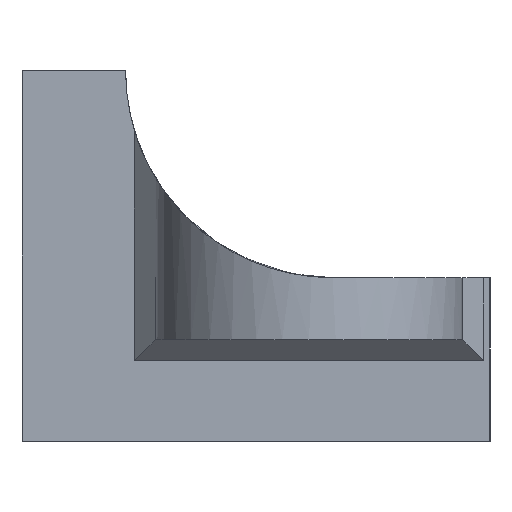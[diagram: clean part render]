
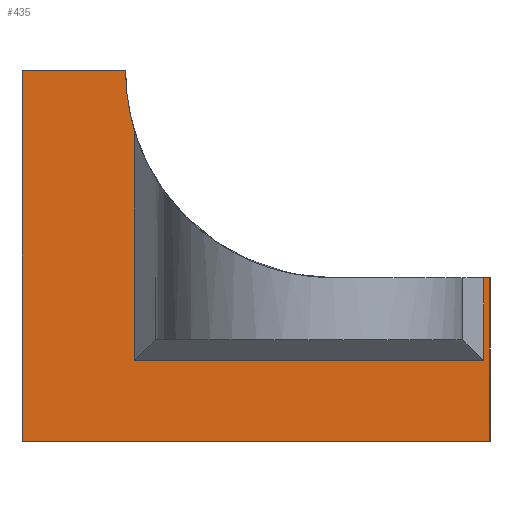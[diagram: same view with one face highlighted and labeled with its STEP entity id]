
A CAD part, left-side view. The second image highlights one B-rep face of the part: STEP entity #435.
In plain terms, the highlighted planar face has unit normal (-1, 0, 0).
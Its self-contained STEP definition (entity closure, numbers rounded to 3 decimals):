
#10 = CARTESIAN_POINT ( 'NONE',  ( -25.3, -1.15, 15. ) ) ;
#37 = CARTESIAN_POINT ( 'NONE',  ( -25.3, -8.44, 1. ) ) ;
#100 = DIRECTION ( 'NONE',  ( 0., 0., 1. ) ) ;
#123 = CARTESIAN_POINT ( 'NONE',  ( -25.3, 8.42, 5. ) ) ;
#127 = CARTESIAN_POINT ( 'NONE',  ( -25.3, -8.44, 5. ) ) ;
#135 = DIRECTION ( 'NONE',  ( 0., 1., 0. ) ) ;
#149 = LINE ( 'NONE', #475, #1306 ) ;
#205 = CARTESIAN_POINT ( 'NONE',  ( -25.3, 8.42, 12.101 ) ) ;
#207 = EDGE_CURVE ( 'NONE', #706, #1872, #211, .T. ) ;
#211 = LINE ( 'NONE', #1221, #549 ) ;
#350 = EDGE_LOOP ( 'NONE', ( #1850, #965, #635, #1613, #1779, #1043, #615, #1770, #1315 ) ) ;
#354 = DIRECTION ( 'NONE',  ( 0., 0., 1. ) ) ;
#368 = VERTEX_POINT ( 'NONE', #702 ) ;
#435 = ADVANCED_FACE ( 'NONE', ( #1805 ), #1033, .T. ) ;
#456 = VECTOR ( 'NONE', #1049, 1000. ) ;
#474 = VECTOR ( 'NONE', #959, 1000. ) ;
#475 = CARTESIAN_POINT ( 'NONE',  ( -25.3, -8.75, -58.418 ) ) ;
#500 = LINE ( 'NONE', #1249, #1487 ) ;
#523 = VERTEX_POINT ( 'NONE', #1570 ) ;
#549 = VECTOR ( 'NONE', #1363, 1000. ) ;
#570 = CARTESIAN_POINT ( 'NONE',  ( -25.3, 13.85, -58.418 ) ) ;
#575 = VECTOR ( 'NONE', #100, 1000. ) ;
#579 = EDGE_CURVE ( 'NONE', #706, #523, #149, .T. ) ;
#615 = ORIENTED_EDGE ( 'NONE', *, *, #579, .T. ) ;
#635 = ORIENTED_EDGE ( 'NONE', *, *, #1029, .T. ) ;
#643 = DIRECTION ( 'NONE',  ( 0., 0., -1. ) ) ;
#650 = DIRECTION ( 'NONE',  ( 1., 0., 0. ) ) ;
#702 = CARTESIAN_POINT ( 'NONE',  ( -25.3, 8.42, 1. ) ) ;
#706 = VERTEX_POINT ( 'NONE', #1772 ) ;
#892 = VERTEX_POINT ( 'NONE', #1550 ) ;
#901 = LINE ( 'NONE', #123, #456 ) ;
#912 = AXIS2_PLACEMENT_3D ( 'NONE', #10, #650, #354 ) ;
#955 = VERTEX_POINT ( 'NONE', #37 ) ;
#959 = DIRECTION ( 'NONE',  ( 0., -1., 0. ) ) ;
#965 = ORIENTED_EDGE ( 'NONE', *, *, #1313, .T. ) ;
#1029 = EDGE_CURVE ( 'NONE', #1056, #892, #1402, .T. ) ;
#1033 = PLANE ( 'NONE',  #1176 ) ;
#1034 = VECTOR ( 'NONE', #135, 1000. ) ;
#1043 = ORIENTED_EDGE ( 'NONE', *, *, #207, .F. ) ;
#1049 = DIRECTION ( 'NONE',  ( 0., 0., 1. ) ) ;
#1054 = CARTESIAN_POINT ( 'NONE',  ( -25.3, 13.85, -58.418 ) ) ;
#1056 = VERTEX_POINT ( 'NONE', #205 ) ;
#1072 = CARTESIAN_POINT ( 'NONE',  ( -25.3, 7.42, 1. ) ) ;
#1103 = DIRECTION ( 'NONE',  ( 0., 0., 1. ) ) ;
#1108 = VERTEX_POINT ( 'NONE', #1403 ) ;
#1176 = AXIS2_PLACEMENT_3D ( 'NONE', #570, #1812, #1204 ) ;
#1190 = DIRECTION ( 'NONE',  ( 0., -1., 0. ) ) ;
#1204 = DIRECTION ( 'NONE',  ( 0., 0., 1. ) ) ;
#1206 = LINE ( 'NONE', #1815, #1837 ) ;
#1221 = CARTESIAN_POINT ( 'NONE',  ( -25.3, 13.85, -2.9 ) ) ;
#1249 = CARTESIAN_POINT ( 'NONE',  ( -25.3, -8.44, 2. ) ) ;
#1306 = VECTOR ( 'NONE', #1103, 1000. ) ;
#1313 = EDGE_CURVE ( 'NONE', #368, #1056, #901, .T. ) ;
#1315 = ORIENTED_EDGE ( 'NONE', *, *, #1775, .T. ) ;
#1363 = DIRECTION ( 'NONE',  ( 0., 1., 0. ) ) ;
#1376 = LINE ( 'NONE', #1072, #1034 ) ;
#1402 = CIRCLE ( 'NONE', #912, 10. ) ;
#1403 = CARTESIAN_POINT ( 'NONE',  ( -25.3, 13.85, 15. ) ) ;
#1487 = VECTOR ( 'NONE', #643, 1000. ) ;
#1550 = CARTESIAN_POINT ( 'NONE',  ( -25.3, 8.85, 15. ) ) ;
#1561 = CARTESIAN_POINT ( 'NONE',  ( -25.3, 13.85, -2.9 ) ) ;
#1570 = CARTESIAN_POINT ( 'NONE',  ( -25.3, -8.75, 5. ) ) ;
#1607 = EDGE_CURVE ( 'NONE', #1108, #892, #1206, .T. ) ;
#1613 = ORIENTED_EDGE ( 'NONE', *, *, #1607, .F. ) ;
#1643 = VERTEX_POINT ( 'NONE', #127 ) ;
#1646 = EDGE_CURVE ( 'NONE', #955, #368, #1376, .T. ) ;
#1653 = EDGE_CURVE ( 'NONE', #1872, #1108, #1693, .T. ) ;
#1693 = LINE ( 'NONE', #1054, #575 ) ;
#1770 = ORIENTED_EDGE ( 'NONE', *, *, #1931, .F. ) ;
#1772 = CARTESIAN_POINT ( 'NONE',  ( -25.3, -8.75, -2.9 ) ) ;
#1775 = EDGE_CURVE ( 'NONE', #1643, #955, #500, .T. ) ;
#1779 = ORIENTED_EDGE ( 'NONE', *, *, #1653, .F. ) ;
#1805 = FACE_OUTER_BOUND ( 'NONE', #350, .T. ) ;
#1812 = DIRECTION ( 'NONE',  ( -1., 0., 0. ) ) ;
#1815 = CARTESIAN_POINT ( 'NONE',  ( -25.3, 13.85, 15. ) ) ;
#1837 = VECTOR ( 'NONE', #1190, 1000. ) ;
#1850 = ORIENTED_EDGE ( 'NONE', *, *, #1646, .T. ) ;
#1872 = VERTEX_POINT ( 'NONE', #1561 ) ;
#1889 = CARTESIAN_POINT ( 'NONE',  ( -25.3, 13.85, 5. ) ) ;
#1913 = LINE ( 'NONE', #1889, #474 ) ;
#1931 = EDGE_CURVE ( 'NONE', #1643, #523, #1913, .T. ) ;
